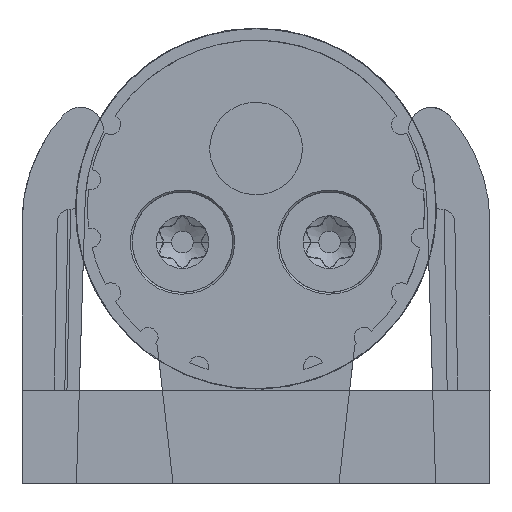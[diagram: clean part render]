
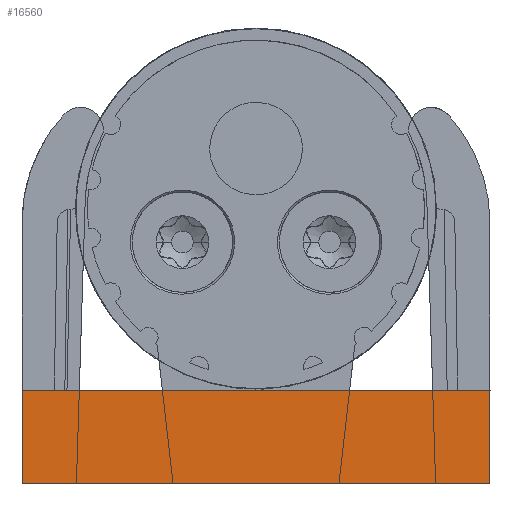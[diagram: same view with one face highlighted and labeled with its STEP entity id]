
A CAD part, front view. The second image highlights one B-rep face of the part: STEP entity #16560.
In plain terms, the highlighted planar face has unit normal (0, -1, 0).
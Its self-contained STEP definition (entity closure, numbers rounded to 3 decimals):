
#16552=AXIS2_PLACEMENT_3D('Plane Axis2P3D',#16549,#16550,#16551) ;
#14931=CARTESIAN_POINT('Vertex',(0.,0.,0.)) ;
#14947=CARTESIAN_POINT('Vertex',(35.,0.,0.)) ;
#14950=CARTESIAN_POINT('Line Origine',(17.5,0.,0.)) ;
#15368=CARTESIAN_POINT('Vertex',(0.,0.,7.)) ;
#15395=CARTESIAN_POINT('Line Origine',(0.,0.,3.5)) ;
#15554=CARTESIAN_POINT('Vertex',(35.,0.,7.)) ;
#15557=CARTESIAN_POINT('Line Origine',(35.,0.,3.5)) ;
#16522=CARTESIAN_POINT('Line Origine',(17.5,0.,7.)) ;
#16549=CARTESIAN_POINT('Axis2P3D Location',(-0.02,0.,-0.02)) ;
#14951=DIRECTION('Vector Direction',(-1.,0.,0.)) ;
#15396=DIRECTION('Vector Direction',(0.,0.,1.)) ;
#15558=DIRECTION('Vector Direction',(0.,0.,1.)) ;
#16523=DIRECTION('Vector Direction',(1.,0.,0.)) ;
#16550=DIRECTION('Axis2P3D Direction',(0.,-1.,0.)) ;
#16551=DIRECTION('Axis2P3D XDirection',(1.,0.,0.)) ;
#14952=VECTOR('Line Direction',#14951,1.) ;
#15397=VECTOR('Line Direction',#15396,1.) ;
#15559=VECTOR('Line Direction',#15558,1.) ;
#16524=VECTOR('Line Direction',#16523,1.) ;
#16555=ORIENTED_EDGE('',*,*,#15561,.T.) ;
#16556=ORIENTED_EDGE('',*,*,#16526,.F.) ;
#16557=ORIENTED_EDGE('',*,*,#15399,.F.) ;
#16558=ORIENTED_EDGE('',*,*,#14954,.F.) ;
#16560=ADVANCED_FACE('Hauptkoerper',(#16559),#16553,.T.) ;
#14954=EDGE_CURVE('',#14948,#14932,#14953,.T.) ;
#15399=EDGE_CURVE('',#14932,#15369,#15398,.T.) ;
#15561=EDGE_CURVE('',#14948,#15555,#15560,.T.) ;
#16526=EDGE_CURVE('',#15369,#15555,#16525,.T.) ;
#16554=EDGE_LOOP('',(#16555,#16556,#16557,#16558)) ;
#16559=FACE_OUTER_BOUND('',#16554,.T.) ;
#14953=LINE('Line',#14950,#14952) ;
#15398=LINE('Line',#15395,#15397) ;
#15560=LINE('Line',#15557,#15559) ;
#16525=LINE('Line',#16522,#16524) ;
#16553=PLANE('',#16552) ;
#14932=VERTEX_POINT('',#14931) ;
#14948=VERTEX_POINT('',#14947) ;
#15369=VERTEX_POINT('',#15368) ;
#15555=VERTEX_POINT('',#15554) ;
